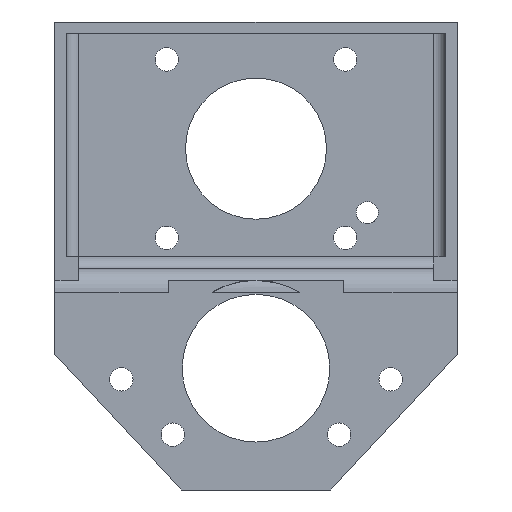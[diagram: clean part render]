
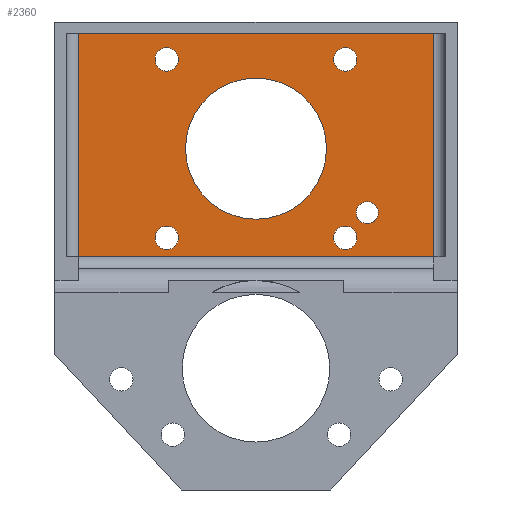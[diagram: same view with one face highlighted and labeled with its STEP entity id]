
A CAD part, front view. The second image highlights one B-rep face of the part: STEP entity #2360.
In plain terms, the highlighted planar face has unit normal (0, -1, 0).
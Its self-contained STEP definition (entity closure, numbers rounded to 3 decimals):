
#41=FACE_BOUND('',#359,.T.);
#42=FACE_BOUND('',#360,.T.);
#43=FACE_BOUND('',#361,.T.);
#44=FACE_BOUND('',#362,.T.);
#45=FACE_BOUND('',#363,.T.);
#46=FACE_BOUND('',#364,.T.);
#111=PLANE('',#2559);
#216=FACE_OUTER_BOUND('',#358,.T.);
#358=EDGE_LOOP('',(#1907,#1908,#1909,#1910));
#359=EDGE_LOOP('',(#1911));
#360=EDGE_LOOP('',(#1912));
#361=EDGE_LOOP('',(#1913));
#362=EDGE_LOOP('',(#1914));
#363=EDGE_LOOP('',(#1915));
#364=EDGE_LOOP('',(#1916));
#449=LINE('',#3397,#687);
#592=LINE('',#3787,#830);
#595=LINE('',#3793,#833);
#596=LINE('',#3794,#834);
#687=VECTOR('',#2696,10.);
#830=VECTOR('',#3053,10.);
#833=VECTOR('',#3062,10.);
#834=VECTOR('',#3063,10.);
#917=CIRCLE('',#2443,3.);
#956=CIRCLE('',#2540,3.175);
#958=CIRCLE('',#2543,3.175);
#960=CIRCLE('',#2546,3.175);
#962=CIRCLE('',#2549,19.114);
#964=CIRCLE('',#2552,3.175);
#1014=VERTEX_POINT('',#3368);
#1026=VERTEX_POINT('',#3394);
#1027=VERTEX_POINT('',#3396);
#1124=VERTEX_POINT('',#3688);
#1132=VERTEX_POINT('',#3716);
#1142=VERTEX_POINT('',#3751);
#1144=VERTEX_POINT('',#3757);
#1146=VERTEX_POINT('',#3763);
#1148=VERTEX_POINT('',#3769);
#1150=VERTEX_POINT('',#3775);
#1232=EDGE_CURVE('',#1014,#1014,#917,.T.);
#1245=EDGE_CURVE('',#1027,#1026,#449,.T.);
#1415=EDGE_CURVE('',#1142,#1142,#956,.T.);
#1418=EDGE_CURVE('',#1144,#1144,#958,.T.);
#1421=EDGE_CURVE('',#1146,#1146,#960,.T.);
#1424=EDGE_CURVE('',#1148,#1148,#962,.T.);
#1427=EDGE_CURVE('',#1150,#1150,#964,.T.);
#1434=EDGE_CURVE('',#1026,#1124,#592,.T.);
#1437=EDGE_CURVE('',#1124,#1132,#595,.T.);
#1438=EDGE_CURVE('',#1132,#1027,#596,.T.);
#1907=ORIENTED_EDGE('',*,*,#1434,.T.);
#1908=ORIENTED_EDGE('',*,*,#1437,.T.);
#1909=ORIENTED_EDGE('',*,*,#1438,.T.);
#1910=ORIENTED_EDGE('',*,*,#1245,.T.);
#1911=ORIENTED_EDGE('',*,*,#1232,.T.);
#1912=ORIENTED_EDGE('',*,*,#1415,.T.);
#1913=ORIENTED_EDGE('',*,*,#1418,.T.);
#1914=ORIENTED_EDGE('',*,*,#1421,.T.);
#1915=ORIENTED_EDGE('',*,*,#1424,.T.);
#1916=ORIENTED_EDGE('',*,*,#1427,.T.);
#2360=ADVANCED_FACE('',(#216,#41,#42,#43,#44,#45,#46),#111,.F.);
#2443=AXIS2_PLACEMENT_3D('',#3369,#2674,#2675);
#2540=AXIS2_PLACEMENT_3D('',#3752,#3010,#3011);
#2543=AXIS2_PLACEMENT_3D('',#3758,#3017,#3018);
#2546=AXIS2_PLACEMENT_3D('',#3764,#3024,#3025);
#2549=AXIS2_PLACEMENT_3D('',#3770,#3031,#3032);
#2552=AXIS2_PLACEMENT_3D('',#3776,#3038,#3039);
#2559=AXIS2_PLACEMENT_3D('',#3792,#3060,#3061);
#2674=DIRECTION('center_axis',(0.,1.,0.));
#2675=DIRECTION('ref_axis',(-1.,0.,0.));
#2696=DIRECTION('',(-1.,0.,0.));
#3010=DIRECTION('center_axis',(0.,1.,0.));
#3011=DIRECTION('ref_axis',(1.,0.,0.));
#3017=DIRECTION('center_axis',(0.,1.,0.));
#3018=DIRECTION('ref_axis',(1.,0.,0.));
#3024=DIRECTION('center_axis',(0.,1.,0.));
#3025=DIRECTION('ref_axis',(1.,0.,0.));
#3031=DIRECTION('center_axis',(0.,1.,0.));
#3032=DIRECTION('ref_axis',(1.,0.,0.));
#3038=DIRECTION('center_axis',(0.,1.,0.));
#3039=DIRECTION('ref_axis',(1.,0.,0.));
#3053=DIRECTION('',(0.,0.,-1.));
#3060=DIRECTION('center_axis',(0.,1.,0.));
#3061=DIRECTION('ref_axis',(-1.,0.,0.));
#3062=DIRECTION('',(1.,0.,0.));
#3063=DIRECTION('',(0.,0.,1.));
#3368=CARTESIAN_POINT('',(87.65,16.825,15.175));
#3369=CARTESIAN_POINT('Origin',(84.65,16.825,15.175));
#3394=CARTESIAN_POINT('',(6.35,16.825,63.825));
#3396=CARTESIAN_POINT('',(102.65,16.825,63.825));
#3397=CARTESIAN_POINT('',(54.5,16.825,63.825));
#3688=CARTESIAN_POINT('',(6.35,16.825,3.175));
#3716=CARTESIAN_POINT('',(102.65,16.825,3.175));
#3751=CARTESIAN_POINT('',(27.15,16.825,56.675));
#3752=CARTESIAN_POINT('Origin',(30.325,16.825,56.675));
#3757=CARTESIAN_POINT('',(75.5,16.825,56.675));
#3758=CARTESIAN_POINT('Origin',(78.675,16.825,56.675));
#3763=CARTESIAN_POINT('',(27.15,16.825,8.325));
#3764=CARTESIAN_POINT('Origin',(30.325,16.825,8.325));
#3769=CARTESIAN_POINT('',(35.387,16.825,32.5));
#3770=CARTESIAN_POINT('Origin',(54.5,16.825,32.5));
#3775=CARTESIAN_POINT('',(75.5,16.825,8.325));
#3776=CARTESIAN_POINT('Origin',(78.675,16.825,8.325));
#3787=CARTESIAN_POINT('',(6.35,16.825,45.367));
#3792=CARTESIAN_POINT('Origin',(54.5,16.825,28.909));
#3793=CARTESIAN_POINT('',(54.5,16.825,3.175));
#3794=CARTESIAN_POINT('',(102.65,16.825,16.042));
